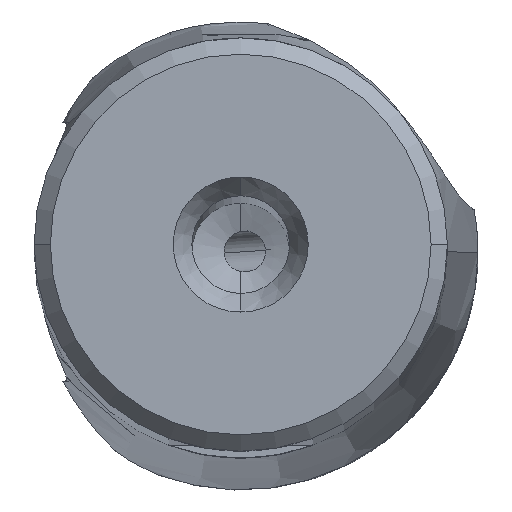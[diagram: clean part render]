
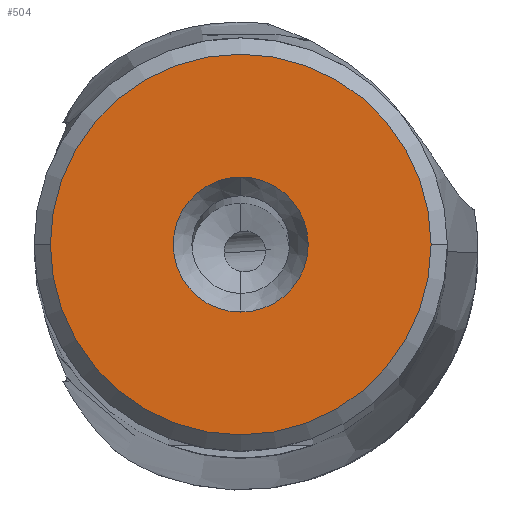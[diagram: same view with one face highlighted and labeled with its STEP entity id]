
A CAD part, top view. The second image highlights one B-rep face of the part: STEP entity #504.
In plain terms, the highlighted planar face has unit normal (0, 0, 1).
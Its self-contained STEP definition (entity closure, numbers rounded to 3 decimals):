
#504=ADVANCED_FACE('',(#646,#647),#610,.T.);
#610=PLANE('',#1983);
#646=FACE_BOUND('',#656,.T.);
#647=FACE_BOUND('',#657,.T.);
#656=EDGE_LOOP('',(#767,#768,#769));
#657=EDGE_LOOP('',(#770,#771));
#767=ORIENTED_EDGE('',*,*,#1524,.F.);
#768=ORIENTED_EDGE('',*,*,#1525,.F.);
#769=ORIENTED_EDGE('',*,*,#1526,.F.);
#770=ORIENTED_EDGE('',*,*,#1527,.F.);
#771=ORIENTED_EDGE('',*,*,#1528,.F.);
#1339=VERTEX_POINT('',#2775);
#1340=VERTEX_POINT('',#2776);
#1341=VERTEX_POINT('',#2778);
#1342=VERTEX_POINT('',#2781);
#1343=VERTEX_POINT('',#2782);
#1524=EDGE_CURVE('',#1339,#1340,#1810,.T.);
#1525=EDGE_CURVE('',#1341,#1339,#1811,.T.);
#1526=EDGE_CURVE('',#1340,#1341,#1812,.T.);
#1527=EDGE_CURVE('',#1342,#1343,#1813,.T.);
#1528=EDGE_CURVE('',#1343,#1342,#1814,.T.);
#1810=CIRCLE('',#1978,11.7);
#1811=CIRCLE('',#1979,11.7);
#1812=CIRCLE('',#1980,11.7);
#1813=CIRCLE('',#1981,4.15);
#1814=CIRCLE('',#1982,4.15);
#1978=AXIS2_PLACEMENT_3D('',#2774,#2220,#2221);
#1979=AXIS2_PLACEMENT_3D('',#2777,#2222,#2223);
#1980=AXIS2_PLACEMENT_3D('',#2779,#2224,#2225);
#1981=AXIS2_PLACEMENT_3D('',#2780,#2226,#2227);
#1982=AXIS2_PLACEMENT_3D('',#2783,#2228,#2229);
#1983=AXIS2_PLACEMENT_3D('',#2784,#2230,#2231);
#2220=DIRECTION('',(0.,0.,-1.));
#2221=DIRECTION('',(-1.,0.,0.));
#2222=DIRECTION('',(0.,0.,-1.));
#2223=DIRECTION('',(0.,-1.,0.));
#2224=DIRECTION('',(0.,0.,-1.));
#2225=DIRECTION('',(1.,0.,0.));
#2226=DIRECTION('',(0.,0.,1.));
#2227=DIRECTION('',(0.,1.,0.));
#2228=DIRECTION('',(0.,0.,1.));
#2229=DIRECTION('',(0.,-1.,0.));
#2230=DIRECTION('',(0.,0.,1.));
#2231=DIRECTION('',(-1.,0.,0.));
#2774=CARTESIAN_POINT('',(0.,0.,0.));
#2775=CARTESIAN_POINT('',(-11.7,0.,0.));
#2776=CARTESIAN_POINT('',(11.7,0.,0.));
#2777=CARTESIAN_POINT('',(0.,0.,0.));
#2778=CARTESIAN_POINT('',(0.,-11.7,0.));
#2779=CARTESIAN_POINT('',(0.,0.,0.));
#2780=CARTESIAN_POINT('',(0.,0.,0.));
#2781=CARTESIAN_POINT('',(0.,4.15,0.));
#2782=CARTESIAN_POINT('',(0.,-4.15,0.));
#2783=CARTESIAN_POINT('',(0.,0.,0.));
#2784=CARTESIAN_POINT('',(0.,0.,0.));
